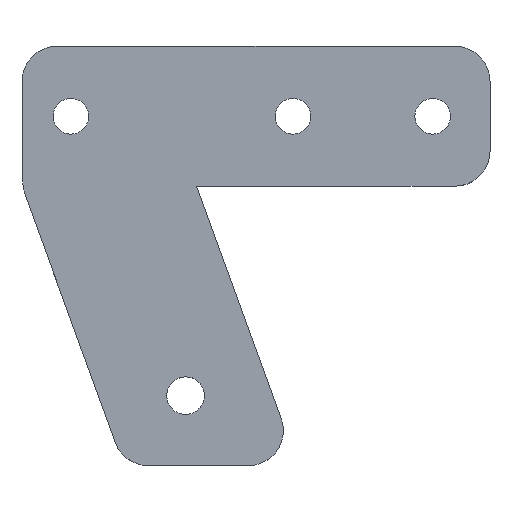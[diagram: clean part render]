
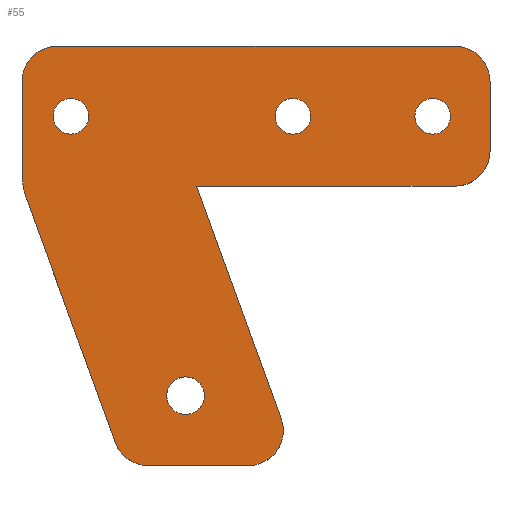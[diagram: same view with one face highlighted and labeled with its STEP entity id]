
A CAD part, top view. The second image highlights one B-rep face of the part: STEP entity #55.
In plain terms, the highlighted planar face has unit normal (0, 0, 1).
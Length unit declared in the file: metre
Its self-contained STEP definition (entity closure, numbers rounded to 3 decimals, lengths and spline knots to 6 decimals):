
#55 = ADVANCED_FACE( '', ( #121, #122, #123, #124, #125 ), #126, .T. );
#121 = FACE_BOUND( '', #197, .T. );
#122 = FACE_OUTER_BOUND( '', #198, .T. );
#123 = FACE_BOUND( '', #199, .T. );
#124 = FACE_BOUND( '', #200, .T. );
#125 = FACE_BOUND( '', #201, .T. );
#126 = PLANE( '', #202 );
#197 = EDGE_LOOP( '', ( #303 ) );
#198 = EDGE_LOOP( '', ( #304, #305, #306, #307, #308, #309, #310, #311, #312, #313, #314, #315, #316 ) );
#199 = EDGE_LOOP( '', ( #317 ) );
#200 = EDGE_LOOP( '', ( #318 ) );
#201 = EDGE_LOOP( '', ( #319 ) );
#202 = AXIS2_PLACEMENT_3D( '', #320, #321, #322 );
#303 = ORIENTED_EDGE( '', *, *, #440, .F. );
#304 = ORIENTED_EDGE( '', *, *, #416, .T. );
#305 = ORIENTED_EDGE( '', *, *, #449, .T. );
#306 = ORIENTED_EDGE( '', *, *, #450, .F. );
#307 = ORIENTED_EDGE( '', *, *, #451, .F. );
#308 = ORIENTED_EDGE( '', *, *, #419, .T. );
#309 = ORIENTED_EDGE( '', *, *, #452, .T. );
#310 = ORIENTED_EDGE( '', *, *, #453, .T. );
#311 = ORIENTED_EDGE( '', *, *, #454, .T. );
#312 = ORIENTED_EDGE( '', *, *, #455, .T. );
#313 = ORIENTED_EDGE( '', *, *, #446, .F. );
#314 = ORIENTED_EDGE( '', *, *, #442, .T. );
#315 = ORIENTED_EDGE( '', *, *, #456, .T. );
#316 = ORIENTED_EDGE( '', *, *, #457, .T. );
#317 = ORIENTED_EDGE( '', *, *, #458, .F. );
#318 = ORIENTED_EDGE( '', *, *, #459, .F. );
#319 = ORIENTED_EDGE( '', *, *, #460, .F. );
#320 = CARTESIAN_POINT( '', ( 0., -0.021095, 0.003 ) );
#321 = DIRECTION( '', ( 0., 0., 1. ) );
#322 = DIRECTION( '', ( 1., 0., 0. ) );
#416 = EDGE_CURVE( '', #485, #483, #486, .T. );
#419 = EDGE_CURVE( '', #489, #490, #491, .T. );
#440 = EDGE_CURVE( '', #527, #527, #528, .T. );
#442 = EDGE_CURVE( '', #530, #531, #532, .T. );
#446 = EDGE_CURVE( '', #530, #536, #537, .T. );
#449 = EDGE_CURVE( '', #483, #540, #541, .T. );
#450 = EDGE_CURVE( '', #542, #540, #543, .T. );
#451 = EDGE_CURVE( '', #489, #542, #544, .T. );
#452 = EDGE_CURVE( '', #490, #545, #546, .T. );
#453 = EDGE_CURVE( '', #545, #547, #548, .T. );
#454 = EDGE_CURVE( '', #547, #549, #550, .T. );
#455 = EDGE_CURVE( '', #549, #536, #551, .T. );
#456 = EDGE_CURVE( '', #531, #552, #553, .T. );
#457 = EDGE_CURVE( '', #552, #485, #554, .T. );
#458 = EDGE_CURVE( '', #555, #555, #556, .T. );
#459 = EDGE_CURVE( '', #557, #557, #558, .T. );
#460 = EDGE_CURVE( '', #559, #559, #560, .T. );
#483 = VERTEX_POINT( '', #584 );
#485 = VERTEX_POINT( '', #587 );
#486 = LINE( '', #588, #589 );
#489 = VERTEX_POINT( '', #593 );
#490 = VERTEX_POINT( '', #594 );
#491 = CIRCLE( '', #595, 0.005 );
#527 = VERTEX_POINT( '', #639 );
#528 = CIRCLE( '', #640, 0.002697 );
#530 = VERTEX_POINT( '', #642 );
#531 = VERTEX_POINT( '', #643 );
#532 = CIRCLE( '', #644, 0.01 );
#536 = VERTEX_POINT( '', #650 );
#537 = LINE( '', #651, #652 );
#540 = VERTEX_POINT( '', #656 );
#541 = CIRCLE( '', #657, 0.005 );
#542 = VERTEX_POINT( '', #658 );
#543 = LINE( '', #659, #660 );
#544 = LINE( '', #661, #662 );
#545 = VERTEX_POINT( '', #663 );
#546 = LINE( '', #664, #665 );
#547 = VERTEX_POINT( '', #666 );
#548 = CIRCLE( '', #667, 0.005 );
#549 = VERTEX_POINT( '', #668 );
#550 = LINE( '', #669, #670 );
#551 = CIRCLE( '', #671, 0.005 );
#552 = VERTEX_POINT( '', #672 );
#553 = LINE( '', #673, #674 );
#554 = CIRCLE( '', #675, 0.005 );
#555 = VERTEX_POINT( '', #676 );
#556 = CIRCLE( '', #677, 0.00255 );
#557 = VERTEX_POINT( '', #678 );
#558 = CIRCLE( '', #679, 0.00255 );
#559 = VERTEX_POINT( '', #680 );
#560 = CIRCLE( '', #681, 0.00255 );
#584 = CARTESIAN_POINT( '', ( -0.001082, -0.05, 0.003 ) );
#587 = CARTESIAN_POINT( '', ( -0.01544, -0.05, 0.003 ) );
#588 = CARTESIAN_POINT( '', ( 0.004988, -0.05, 0.003 ) );
#589 = VECTOR( '', #708, 1. );
#593 = CARTESIAN_POINT( '', ( 0.0285, -0.01, 0.003 ) );
#594 = CARTESIAN_POINT( '', ( 0.0335, -0.005, 0.003 ) );
#595 = AXIS2_PLACEMENT_3D( '', #710, #711, #712 );
#639 = CARTESIAN_POINT( '', ( -0.007384, -0.04, 0.003 ) );
#640 = AXIS2_PLACEMENT_3D( '', #751, #752, #753 );
#642 = CARTESIAN_POINT( '', ( -0.0335, -0.008237, 0.003 ) );
#643 = CARTESIAN_POINT( '', ( -0.032897, -0.011657, 0.003 ) );
#644 = AXIS2_PLACEMENT_3D( '', #754, #755, #756 );
#650 = CARTESIAN_POINT( '', ( -0.0335, 0.005, 0.003 ) );
#651 = CARTESIAN_POINT( '', ( -0.0335, -0.000893, 0.003 ) );
#652 = VECTOR( '', #759, 1. );
#656 = CARTESIAN_POINT( '', ( 0.003617, -0.04329, 0.003 ) );
#657 = AXIS2_PLACEMENT_3D( '', #761, #762, #763 );
#658 = CARTESIAN_POINT( '', ( -0.0085, -0.01, 0.003 ) );
#659 = CARTESIAN_POINT( '', ( -0.000822, -0.031095, 0.003 ) );
#660 = VECTOR( '', #764, 1. );
#661 = CARTESIAN_POINT( '', ( -0.017303, -0.01, 0.003 ) );
#662 = VECTOR( '', #765, 1. );
#663 = CARTESIAN_POINT( '', ( 0.0335, 0.005, 0.003 ) );
#664 = CARTESIAN_POINT( '', ( 0.0335, -0.000893, 0.003 ) );
#665 = VECTOR( '', #766, 1. );
#666 = CARTESIAN_POINT( '', ( 0.0285, 0.01, 0.003 ) );
#667 = AXIS2_PLACEMENT_3D( '', #767, #768, #769 );
#668 = CARTESIAN_POINT( '', ( -0.0285, 0.01, 0.003 ) );
#669 = CARTESIAN_POINT( '', ( 0., 0.01, 0.003 ) );
#670 = VECTOR( '', #770, 1. );
#671 = AXIS2_PLACEMENT_3D( '', #771, #772, #773 );
#672 = CARTESIAN_POINT( '', ( -0.020139, -0.04671, 0.003 ) );
#673 = CARTESIAN_POINT( '', ( -0.025854, -0.031007, 0.003 ) );
#674 = VECTOR( '', #774, 1. );
#675 = AXIS2_PLACEMENT_3D( '', #775, #776, #777 );
#676 = CARTESIAN_POINT( '', ( 0.00784, 0., 0.003 ) );
#677 = AXIS2_PLACEMENT_3D( '', #778, #779, #780 );
#678 = CARTESIAN_POINT( '', ( 0.02784, 0., 0.003 ) );
#679 = AXIS2_PLACEMENT_3D( '', #781, #782, #783 );
#680 = CARTESIAN_POINT( '', ( -0.02395, 0., 0.003 ) );
#681 = AXIS2_PLACEMENT_3D( '', #784, #785, #786 );
#708 = DIRECTION( '', ( 1., 0., 0. ) );
#710 = CARTESIAN_POINT( '', ( 0.0285, -0.005, 0.003 ) );
#711 = DIRECTION( '', ( 0., 0., 1. ) );
#712 = DIRECTION( '', ( 1., 0., 0. ) );
#751 = CARTESIAN_POINT( '', ( -0.010081, -0.04, 0.003 ) );
#752 = DIRECTION( '', ( 0., 0., 1. ) );
#753 = DIRECTION( '', ( 1., 0., 0. ) );
#754 = CARTESIAN_POINT( '', ( -0.0235, -0.008237, 0.003 ) );
#755 = DIRECTION( '', ( 0., 0., 1. ) );
#756 = DIRECTION( '', ( 1., 0., 0. ) );
#759 = DIRECTION( '', ( 0., 1., 0. ) );
#761 = CARTESIAN_POINT( '', ( -0.001082, -0.045, 0.003 ) );
#762 = DIRECTION( '', ( 0., 0., 1. ) );
#763 = DIRECTION( '', ( 1., 0., 0. ) );
#764 = DIRECTION( '', ( 0.342, -0.94, 0. ) );
#765 = DIRECTION( '', ( -1., 0., 0. ) );
#766 = DIRECTION( '', ( 0., 1., 0. ) );
#767 = CARTESIAN_POINT( '', ( 0.0285, 0.005, 0.003 ) );
#768 = DIRECTION( '', ( 0., 0., 1. ) );
#769 = DIRECTION( '', ( 1., 0., 0. ) );
#770 = DIRECTION( '', ( -1., 0., 0. ) );
#771 = CARTESIAN_POINT( '', ( -0.0285, 0.005, 0.003 ) );
#772 = DIRECTION( '', ( 0., 0., 1. ) );
#773 = DIRECTION( '', ( 1., 0., 0. ) );
#774 = DIRECTION( '', ( 0.342, -0.94, 0. ) );
#775 = CARTESIAN_POINT( '', ( -0.01544, -0.045, 0.003 ) );
#776 = DIRECTION( '', ( 0., 0., 1. ) );
#777 = DIRECTION( '', ( 1., 0., 0. ) );
#778 = CARTESIAN_POINT( '', ( 0.00529, 0., 0.003 ) );
#779 = DIRECTION( '', ( 0., 0., 1. ) );
#780 = DIRECTION( '', ( 1., 0., 0. ) );
#781 = CARTESIAN_POINT( '', ( 0.02529, 0., 0.003 ) );
#782 = DIRECTION( '', ( 0., 0., 1. ) );
#783 = DIRECTION( '', ( 1., 0., 0. ) );
#784 = CARTESIAN_POINT( '', ( -0.0265, 0., 0.003 ) );
#785 = DIRECTION( '', ( 0., 0., 1. ) );
#786 = DIRECTION( '', ( 1., 0., 0. ) );
